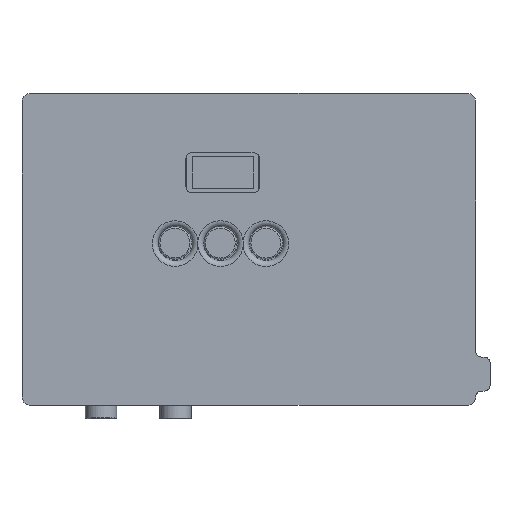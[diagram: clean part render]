
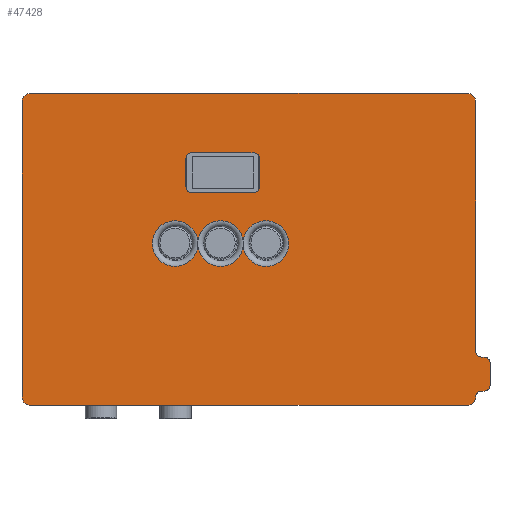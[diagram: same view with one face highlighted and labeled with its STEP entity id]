
A CAD part, top view. The second image highlights one B-rep face of the part: STEP entity #47428.
In plain terms, the highlighted face is planar.
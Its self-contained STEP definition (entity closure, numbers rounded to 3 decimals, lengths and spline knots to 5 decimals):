
#3081=CIRCLE('',#60750,0.00805);
#3082=CIRCLE('',#60751,0.00805);
#3083=CIRCLE('',#60752,0.00805);
#3084=CIRCLE('',#60753,0.00805);
#3085=CIRCLE('',#60754,0.002);
#3086=CIRCLE('',#60755,0.002);
#3087=CIRCLE('',#60756,0.003);
#3088=CIRCLE('',#60757,0.003);
#3089=CIRCLE('',#60758,0.003);
#3090=CIRCLE('',#60759,0.003);
#3091=CIRCLE('',#60760,0.002);
#3092=CIRCLE('',#60761,0.002);
#3093=CIRCLE('',#60762,0.002);
#3094=CIRCLE('',#60763,0.002);
#3095=CIRCLE('',#60764,0.002);
#3096=CIRCLE('',#60765,0.002);
#4371=ORIENTED_EDGE('',*,*,#17250,.T.);
#4372=ORIENTED_EDGE('',*,*,#17251,.T.);
#4373=ORIENTED_EDGE('',*,*,#17252,.T.);
#4374=ORIENTED_EDGE('',*,*,#17253,.T.);
#4375=ORIENTED_EDGE('',*,*,#17254,.F.);
#4376=ORIENTED_EDGE('',*,*,#17255,.T.);
#4377=ORIENTED_EDGE('',*,*,#17256,.F.);
#4378=ORIENTED_EDGE('',*,*,#17257,.T.);
#4379=ORIENTED_EDGE('',*,*,#17258,.T.);
#4380=ORIENTED_EDGE('',*,*,#17259,.T.);
#4381=ORIENTED_EDGE('',*,*,#17260,.F.);
#4382=ORIENTED_EDGE('',*,*,#17261,.T.);
#4383=ORIENTED_EDGE('',*,*,#17262,.F.);
#4384=ORIENTED_EDGE('',*,*,#17263,.T.);
#4385=ORIENTED_EDGE('',*,*,#17264,.T.);
#4386=ORIENTED_EDGE('',*,*,#17265,.T.);
#4387=ORIENTED_EDGE('',*,*,#17266,.T.);
#4388=ORIENTED_EDGE('',*,*,#17267,.T.);
#4389=ORIENTED_EDGE('',*,*,#17268,.T.);
#4390=ORIENTED_EDGE('',*,*,#17269,.F.);
#4391=ORIENTED_EDGE('',*,*,#17270,.T.);
#4392=ORIENTED_EDGE('',*,*,#17271,.T.);
#4393=ORIENTED_EDGE('',*,*,#17272,.T.);
#4394=ORIENTED_EDGE('',*,*,#17273,.T.);
#4395=ORIENTED_EDGE('',*,*,#17274,.T.);
#4396=ORIENTED_EDGE('',*,*,#17275,.F.);
#4397=ORIENTED_EDGE('',*,*,#17276,.T.);
#17250=EDGE_CURVE('',#23705,#23706,#3081,.T.);
#17251=EDGE_CURVE('',#23706,#23707,#3082,.T.);
#17252=EDGE_CURVE('',#23707,#23708,#3083,.T.);
#17253=EDGE_CURVE('',#23708,#23705,#3084,.T.);
#17254=EDGE_CURVE('',#23709,#23710,#28051,.T.);
#17255=EDGE_CURVE('',#23709,#23711,#3085,.F.);
#17256=EDGE_CURVE('',#23712,#23711,#28052,.T.);
#17257=EDGE_CURVE('',#23712,#23713,#3086,.T.);
#17258=EDGE_CURVE('',#23713,#23714,#28053,.T.);
#17259=EDGE_CURVE('',#23714,#23715,#3087,.F.);
#17260=EDGE_CURVE('',#23716,#23715,#28054,.T.);
#17261=EDGE_CURVE('',#23716,#23717,#3088,.F.);
#17262=EDGE_CURVE('',#23718,#23717,#28055,.T.);
#17263=EDGE_CURVE('',#23718,#23719,#3089,.F.);
#17264=EDGE_CURVE('',#23719,#23720,#28056,.T.);
#17265=EDGE_CURVE('',#23720,#23721,#3090,.F.);
#17266=EDGE_CURVE('',#23721,#23722,#3091,.T.);
#17267=EDGE_CURVE('',#23722,#23723,#28057,.T.);
#17268=EDGE_CURVE('',#23723,#23710,#3092,.F.);
#17269=EDGE_CURVE('',#23724,#23725,#28058,.T.);
#17270=EDGE_CURVE('',#23724,#23726,#3093,.T.);
#17271=EDGE_CURVE('',#23726,#23727,#28059,.T.);
#17272=EDGE_CURVE('',#23727,#23728,#3094,.T.);
#17273=EDGE_CURVE('',#23728,#23729,#28060,.T.);
#17274=EDGE_CURVE('',#23729,#23730,#3095,.T.);
#17275=EDGE_CURVE('',#23731,#23730,#28061,.T.);
#17276=EDGE_CURVE('',#23731,#23725,#3096,.T.);
#23705=VERTEX_POINT('',#78134);
#23706=VERTEX_POINT('',#78135);
#23707=VERTEX_POINT('',#78137);
#23708=VERTEX_POINT('',#78139);
#23709=VERTEX_POINT('',#78142);
#23710=VERTEX_POINT('',#78143);
#23711=VERTEX_POINT('',#78145);
#23712=VERTEX_POINT('',#78147);
#23713=VERTEX_POINT('',#78149);
#23714=VERTEX_POINT('',#78151);
#23715=VERTEX_POINT('',#78153);
#23716=VERTEX_POINT('',#78155);
#23717=VERTEX_POINT('',#78157);
#23718=VERTEX_POINT('',#78159);
#23719=VERTEX_POINT('',#78161);
#23720=VERTEX_POINT('',#78163);
#23721=VERTEX_POINT('',#78165);
#23722=VERTEX_POINT('',#78167);
#23723=VERTEX_POINT('',#78169);
#23724=VERTEX_POINT('',#78172);
#23725=VERTEX_POINT('',#78173);
#23726=VERTEX_POINT('',#78175);
#23727=VERTEX_POINT('',#78177);
#23728=VERTEX_POINT('',#78179);
#23729=VERTEX_POINT('',#78181);
#23730=VERTEX_POINT('',#78183);
#23731=VERTEX_POINT('',#78185);
#28051=LINE('',#78141,#33407);
#28052=LINE('',#78146,#33408);
#28053=LINE('',#78150,#33409);
#28054=LINE('',#78154,#33410);
#28055=LINE('',#78158,#33411);
#28056=LINE('',#78162,#33412);
#28057=LINE('',#78168,#33413);
#28058=LINE('',#78171,#33414);
#28059=LINE('',#78176,#33415);
#28060=LINE('',#78180,#33416);
#28061=LINE('',#78184,#33417);
#33407=VECTOR('',#64921,1.);
#33408=VECTOR('',#64924,1.);
#33409=VECTOR('',#64927,1.);
#33410=VECTOR('',#64930,1.);
#33411=VECTOR('',#64933,1.);
#33412=VECTOR('',#64936,1.);
#33413=VECTOR('',#64941,1.);
#33414=VECTOR('',#64944,1.);
#33415=VECTOR('',#64947,1.);
#33416=VECTOR('',#64950,1.);
#33417=VECTOR('',#64953,1.);
#38740=EDGE_LOOP('',(#4371,#4372,#4373,#4374));
#38741=EDGE_LOOP('',(#4375,#4376,#4377,#4378,#4379,#4380,#4381,#4382,#4383,
#4384,#4385,#4386,#4387,#4388,#4389));
#38742=EDGE_LOOP('',(#4390,#4391,#4392,#4393,#4394,#4395,#4396,#4397));
#42066=FACE_BOUND('',#38740,.T.);
#42067=FACE_BOUND('',#38741,.T.);
#42068=FACE_BOUND('',#38742,.T.);
#45349=PLANE('',#60749);
#47428=ADVANCED_FACE('',(#42066,#42067,#42068),#45349,.F.);
#60749=AXIS2_PLACEMENT_3D('',#78132,#64911,#64912);
#60750=AXIS2_PLACEMENT_3D('',#78133,#64913,#64914);
#60751=AXIS2_PLACEMENT_3D('',#78136,#64915,#64916);
#60752=AXIS2_PLACEMENT_3D('',#78138,#64917,#64918);
#60753=AXIS2_PLACEMENT_3D('',#78140,#64919,#64920);
#60754=AXIS2_PLACEMENT_3D('',#78144,#64922,#64923);
#60755=AXIS2_PLACEMENT_3D('',#78148,#64925,#64926);
#60756=AXIS2_PLACEMENT_3D('',#78152,#64928,#64929);
#60757=AXIS2_PLACEMENT_3D('',#78156,#64931,#64932);
#60758=AXIS2_PLACEMENT_3D('',#78160,#64934,#64935);
#60759=AXIS2_PLACEMENT_3D('',#78164,#64937,#64938);
#60760=AXIS2_PLACEMENT_3D('',#78166,#64939,#64940);
#60761=AXIS2_PLACEMENT_3D('',#78170,#64942,#64943);
#60762=AXIS2_PLACEMENT_3D('',#78174,#64945,#64946);
#60763=AXIS2_PLACEMENT_3D('',#78178,#64948,#64949);
#60764=AXIS2_PLACEMENT_3D('',#78182,#64951,#64952);
#60765=AXIS2_PLACEMENT_3D('',#78186,#64954,#64955);
#64911=DIRECTION('',(0.,0.,1.));
#64912=DIRECTION('',(1.,0.,0.));
#64913=DIRECTION('',(0.,0.,1.));
#64914=DIRECTION('',(1.,0.,0.));
#64915=DIRECTION('',(0.,0.,1.));
#64916=DIRECTION('',(1.,0.,0.));
#64917=DIRECTION('',(0.,0.,1.));
#64918=DIRECTION('',(1.,0.,0.));
#64919=DIRECTION('',(0.,0.,1.));
#64920=DIRECTION('',(1.,0.,0.));
#64921=DIRECTION('',(0.,1.,0.));
#64922=DIRECTION('',(0.,0.,1.));
#64923=DIRECTION('',(1.,0.,0.));
#64924=DIRECTION('',(1.,0.,0.));
#64925=DIRECTION('',(0.,0.,1.));
#64926=DIRECTION('',(1.,0.,0.));
#64927=DIRECTION('',(0.,-1.,0.));
#64928=DIRECTION('',(0.,0.,1.));
#64929=DIRECTION('',(1.,0.,0.));
#64930=DIRECTION('',(1.,0.,0.));
#64931=DIRECTION('',(0.,0.,1.));
#64932=DIRECTION('',(1.,0.,0.));
#64933=DIRECTION('',(0.,-1.,0.));
#64934=DIRECTION('',(0.,0.,1.));
#64935=DIRECTION('',(1.,0.,0.));
#64936=DIRECTION('',(1.,0.,0.));
#64937=DIRECTION('',(0.,0.,1.));
#64938=DIRECTION('',(1.,0.,0.));
#64939=DIRECTION('',(0.,0.,1.));
#64940=DIRECTION('',(1.,0.,0.));
#64941=DIRECTION('',(1.,0.,0.));
#64942=DIRECTION('',(0.,0.,1.));
#64943=DIRECTION('',(1.,0.,0.));
#64944=DIRECTION('',(0.,1.,0.));
#64945=DIRECTION('',(0.,0.,1.));
#64946=DIRECTION('',(1.,0.,0.));
#64947=DIRECTION('',(1.,0.,0.));
#64948=DIRECTION('',(0.,0.,1.));
#64949=DIRECTION('',(1.,0.,0.));
#64950=DIRECTION('',(0.,1.,0.));
#64951=DIRECTION('',(0.,0.,1.));
#64952=DIRECTION('',(1.,0.,0.));
#64953=DIRECTION('',(1.,0.,0.));
#64954=DIRECTION('',(0.,0.,1.));
#64955=DIRECTION('',(1.,0.,0.));
#78132=CARTESIAN_POINT('',(0.01,0.005,0.));
#78133=CARTESIAN_POINT('',(-0.01601,0.003,0.));
#78134=CARTESIAN_POINT('',(-0.00801,0.0039,0.));
#78135=CARTESIAN_POINT('',(-0.00801,0.0021,0.));
#78136=CARTESIAN_POINT('',(-0.00001,0.003,0.));
#78137=CARTESIAN_POINT('',(0.00799,0.0021,0.));
#78138=CARTESIAN_POINT('',(0.01599,0.003,0.));
#78139=CARTESIAN_POINT('',(0.00799,0.0039,0.));
#78140=CARTESIAN_POINT('',(-0.00001,0.003,0.));
#78141=CARTESIAN_POINT('',(0.095,0.049,0.));
#78142=CARTESIAN_POINT('',(0.095,0.045,0.));
#78143=CARTESIAN_POINT('',(0.095,0.053,0.));
#78144=CARTESIAN_POINT('',(0.093,0.045,0.));
#78145=CARTESIAN_POINT('',(0.093,0.043,0.));
#78146=CARTESIAN_POINT('',(0.0925,0.043,0.));
#78147=CARTESIAN_POINT('',(0.092,0.043,0.));
#78148=CARTESIAN_POINT('',(0.092,0.041,0.));
#78149=CARTESIAN_POINT('',(0.09,0.041,0.));
#78150=CARTESIAN_POINT('',(0.09,0.005,0.));
#78151=CARTESIAN_POINT('',(0.09,-0.047,0.));
#78152=CARTESIAN_POINT('',(0.087,-0.047,0.));
#78153=CARTESIAN_POINT('',(0.087,-0.05,0.));
#78154=CARTESIAN_POINT('',(0.01,-0.05,0.));
#78155=CARTESIAN_POINT('',(-0.067,-0.05,0.));
#78156=CARTESIAN_POINT('',(-0.067,-0.047,0.));
#78157=CARTESIAN_POINT('',(-0.07,-0.047,0.));
#78158=CARTESIAN_POINT('',(-0.07,0.005,0.));
#78159=CARTESIAN_POINT('',(-0.07,0.057,0.));
#78160=CARTESIAN_POINT('',(-0.067,0.057,0.));
#78161=CARTESIAN_POINT('',(-0.067,0.06,0.));
#78162=CARTESIAN_POINT('',(0.01,0.06,0.));
#78163=CARTESIAN_POINT('',(0.087,0.06,0.));
#78164=CARTESIAN_POINT('',(0.087,0.057,0.));
#78165=CARTESIAN_POINT('',(0.09,0.057,0.));
#78166=CARTESIAN_POINT('',(0.092,0.057,0.));
#78167=CARTESIAN_POINT('',(0.092,0.055,0.));
#78168=CARTESIAN_POINT('',(0.0925,0.055,0.));
#78169=CARTESIAN_POINT('',(0.093,0.055,0.));
#78170=CARTESIAN_POINT('',(0.093,0.053,0.));
#78171=CARTESIAN_POINT('',(-0.0122,-0.022,0.));
#78172=CARTESIAN_POINT('',(-0.0122,-0.027,0.));
#78173=CARTESIAN_POINT('',(-0.0122,-0.017,0.));
#78174=CARTESIAN_POINT('',(-0.0102,-0.027,0.));
#78175=CARTESIAN_POINT('',(-0.0102,-0.029,0.));
#78176=CARTESIAN_POINT('',(0.0008,-0.029,0.));
#78177=CARTESIAN_POINT('',(0.0118,-0.029,0.));
#78178=CARTESIAN_POINT('',(0.0118,-0.027,0.));
#78179=CARTESIAN_POINT('',(0.0138,-0.027,0.));
#78180=CARTESIAN_POINT('',(0.0138,-0.022,0.));
#78181=CARTESIAN_POINT('',(0.0138,-0.017,0.));
#78182=CARTESIAN_POINT('',(0.0118,-0.017,0.));
#78183=CARTESIAN_POINT('',(0.0118,-0.015,0.));
#78184=CARTESIAN_POINT('',(0.0008,-0.015,0.));
#78185=CARTESIAN_POINT('',(-0.0102,-0.015,0.));
#78186=CARTESIAN_POINT('',(-0.0102,-0.017,0.));
